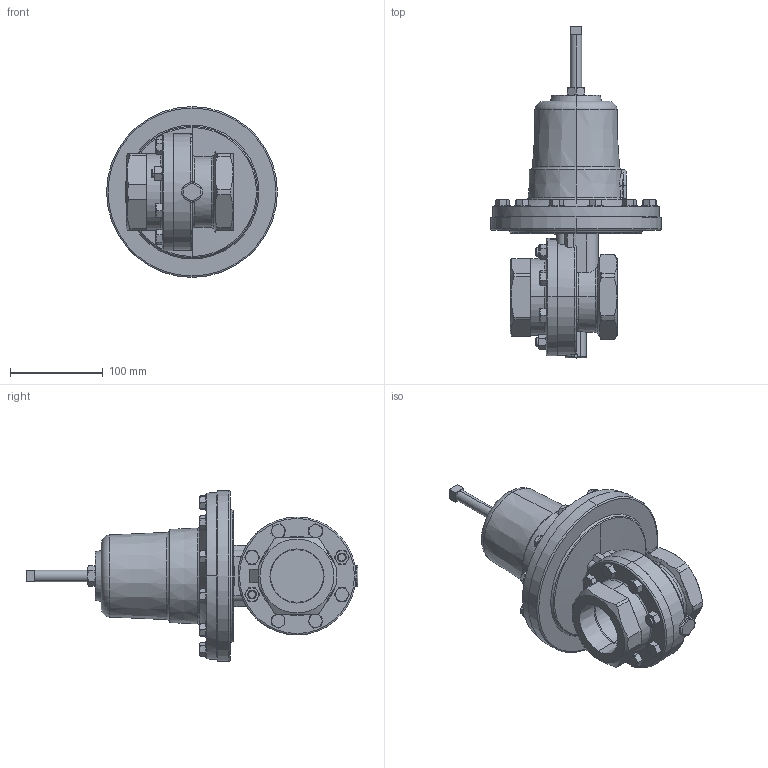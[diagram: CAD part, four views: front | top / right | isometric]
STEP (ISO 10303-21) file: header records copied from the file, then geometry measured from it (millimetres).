
FILE_DESCRIPTION (( 'STEP AP203' ), '1' );
FILE_NAME ('63-200-DI+BR-PT.STEP', '2017-07-25T12:41:55', ( '' ), ( '' ), 'SwSTEP 2.0', 'SolidWorks 2014', '' );
FILE_SCHEMA (( 'CONFIG_CONTROL_DESIGN' ));
Length unit declared in the file: inch
Products named in the file (2): 63-200-DI+BR-PT
Bounding box: 184.15 x 357.87 x 184.15 mm (x, y, z)
Volume: 2234572 mm3; surface area: 202180.2 mm2
Topology: 1 solids, 1 shells, 666 faces, 1611 edges, 989 vertices
Faces by surface type: plane 264, cone 182, cylinder 112, bspline 60, torus 46, sphere 2
Entity records: 33903 total; most frequent: CARTESIAN_POINT 18944, ORIENTED_EDGE 3222, DIRECTION 2878, EDGE_CURVE 1611, AXIS2_PLACEMENT_3D 1172, VERTEX_POINT 989, EDGE_LOOP 734, FACE_OUTER_BOUND 666
